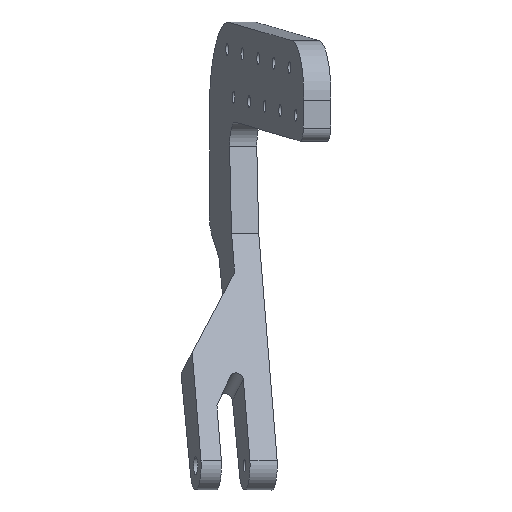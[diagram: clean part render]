
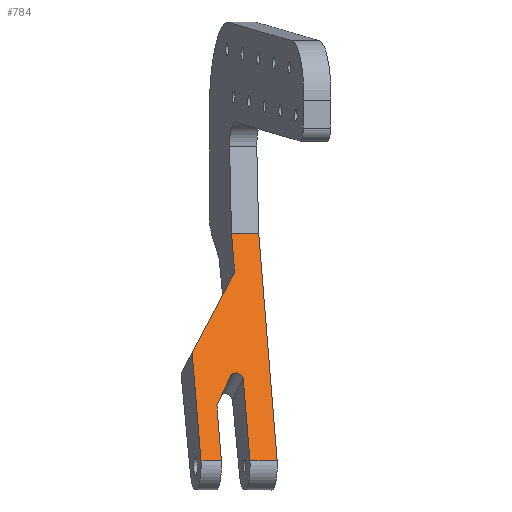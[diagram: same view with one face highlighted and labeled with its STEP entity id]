
A CAD part, top view. The second image highlights one B-rep face of the part: STEP entity #784.
In plain terms, the highlighted planar face has unit normal (0.21, 0.341, 0.916).
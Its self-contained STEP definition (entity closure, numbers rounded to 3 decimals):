
#15=ELLIPSE('',#864,1.001,1.);
#51=PLANE('',#890);
#85=FACE_OUTER_BOUND('',#142,.T.);
#142=EDGE_LOOP('',(#696,#697,#698,#699,#700,#701,#702,#703,#704,#705,#706));
#160=LINE('',#1170,#219);
#167=LINE('',#1210,#226);
#175=LINE('',#1288,#234);
#178=LINE('',#1294,#237);
#182=LINE('',#1303,#241);
#185=LINE('',#1310,#244);
#188=LINE('',#1314,#247);
#202=LINE('',#1346,#261);
#203=LINE('',#1348,#262);
#204=LINE('',#1349,#263);
#219=VECTOR('',#926,10.);
#226=VECTOR('',#965,10.);
#234=VECTOR('',#1041,10.);
#237=VECTOR('',#1046,10.);
#241=VECTOR('',#1054,10.);
#244=VECTOR('',#1063,10.);
#247=VECTOR('',#1068,10.);
#261=VECTOR('',#1116,10.);
#262=VECTOR('',#1117,10.);
#263=VECTOR('',#1118,10.);
#333=VERTEX_POINT('',#1167);
#334=VERTEX_POINT('',#1169);
#350=VERTEX_POINT('',#1207);
#351=VERTEX_POINT('',#1209);
#383=VERTEX_POINT('',#1278);
#384=VERTEX_POINT('',#1279);
#387=VERTEX_POINT('',#1287);
#389=VERTEX_POINT('',#1293);
#392=VERTEX_POINT('',#1301);
#394=VERTEX_POINT('',#1345);
#395=VERTEX_POINT('',#1347);
#414=EDGE_CURVE('',#333,#334,#160,.T.);
#434=EDGE_CURVE('',#350,#351,#167,.T.);
#469=EDGE_CURVE('',#383,#384,#15,.T.);
#473=EDGE_CURVE('',#384,#387,#175,.T.);
#476=EDGE_CURVE('',#389,#333,#178,.T.);
#481=EDGE_CURVE('',#392,#383,#182,.T.);
#485=EDGE_CURVE('',#351,#392,#185,.T.);
#488=EDGE_CURVE('',#350,#334,#188,.T.);
#502=EDGE_CURVE('',#394,#389,#202,.T.);
#503=EDGE_CURVE('',#395,#394,#203,.T.);
#504=EDGE_CURVE('',#395,#387,#204,.T.);
#696=ORIENTED_EDGE('',*,*,#502,.F.);
#697=ORIENTED_EDGE('',*,*,#503,.F.);
#698=ORIENTED_EDGE('',*,*,#504,.T.);
#699=ORIENTED_EDGE('',*,*,#473,.F.);
#700=ORIENTED_EDGE('',*,*,#469,.F.);
#701=ORIENTED_EDGE('',*,*,#481,.F.);
#702=ORIENTED_EDGE('',*,*,#485,.F.);
#703=ORIENTED_EDGE('',*,*,#434,.F.);
#704=ORIENTED_EDGE('',*,*,#488,.T.);
#705=ORIENTED_EDGE('',*,*,#414,.F.);
#706=ORIENTED_EDGE('',*,*,#476,.F.);
#784=ADVANCED_FACE('',(#85),#51,.T.);
#864=AXIS2_PLACEMENT_3D('',#1280,#1033,#1034);
#890=AXIS2_PLACEMENT_3D('',#1344,#1114,#1115);
#926=DIRECTION('',(-0.076,0.94,-0.332));
#965=DIRECTION('',(0.076,-0.94,0.332));
#1033=DIRECTION('center_axis',(0.21,0.341,0.916));
#1034=DIRECTION('ref_axis',(-0.076,0.94,-0.332));
#1041=DIRECTION('',(-0.378,-0.836,0.397));
#1046=DIRECTION('',(0.429,0.81,-0.399));
#1054=DIRECTION('',(-0.076,0.94,-0.332));
#1063=DIRECTION('',(-0.975,0.,0.223));
#1068=DIRECTION('',(-0.975,0.,0.223));
#1114=DIRECTION('center_axis',(0.21,0.341,0.916));
#1115=DIRECTION('ref_axis',(-0.076,0.94,-0.332));
#1116=DIRECTION('',(-0.076,0.94,-0.332));
#1117=DIRECTION('',(-0.975,0.,0.223));
#1118=DIRECTION('',(-0.076,0.94,-0.332));
#1167=CARTESIAN_POINT('',(181.128,-22.65,-128.531));
#1169=CARTESIAN_POINT('',(180.678,-17.082,-130.498));
#1170=CARTESIAN_POINT('',(180.678,-17.082,-130.498));
#1207=CARTESIAN_POINT('',(184.577,-17.082,-131.39));
#1209=CARTESIAN_POINT('',(187.218,-49.723,-119.859));
#1210=CARTESIAN_POINT('',(184.577,-17.082,-131.39));
#1278=CARTESIAN_POINT('',(182.374,-38.048,-123.091));
#1279=CARTESIAN_POINT('',(180.497,-37.617,-122.821));
#1280=CARTESIAN_POINT('Origin',(181.399,-38.048,-122.868));
#1287=CARTESIAN_POINT('',(178.587,-41.848,-120.811));
#1288=CARTESIAN_POINT('',(180.301,-38.052,-122.615));
#1293=CARTESIAN_POINT('',(175.041,-34.158,-122.858));
#1294=CARTESIAN_POINT('',(178.785,-27.08,-126.347));
#1301=CARTESIAN_POINT('',(183.318,-49.723,-118.966));
#1303=CARTESIAN_POINT('',(180.678,-17.082,-130.498));
#1310=CARTESIAN_POINT('',(187.218,-49.723,-119.859));
#1314=CARTESIAN_POINT('',(184.577,-17.082,-131.39));
#1344=CARTESIAN_POINT('Origin',(183.318,-49.723,-118.966));
#1345=CARTESIAN_POINT('',(176.3,-49.723,-117.359));
#1346=CARTESIAN_POINT('',(176.172,-48.14,-117.918));
#1347=CARTESIAN_POINT('',(179.224,-49.723,-118.029));
#1348=CARTESIAN_POINT('',(183.318,-49.723,-118.966));
#1349=CARTESIAN_POINT('',(179.096,-48.14,-118.588));
